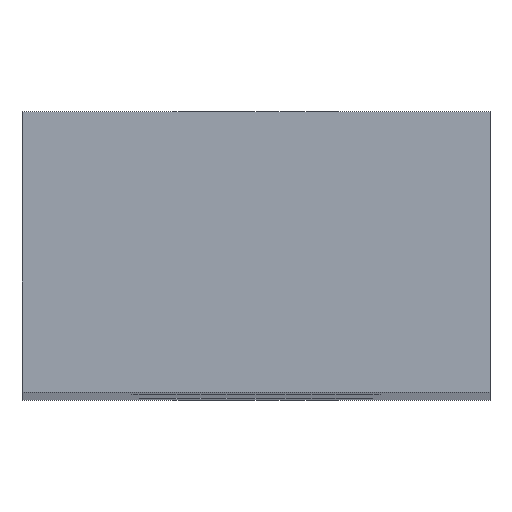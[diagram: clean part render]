
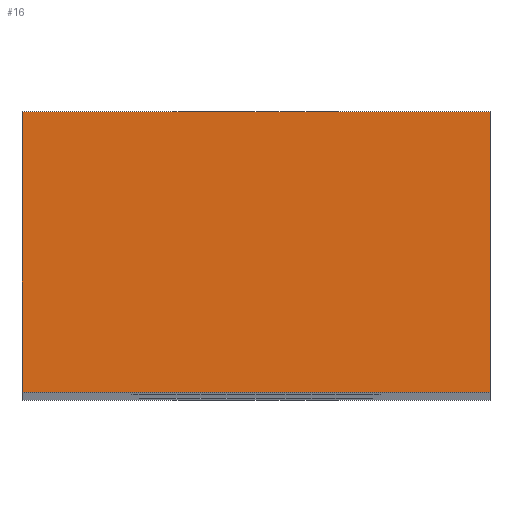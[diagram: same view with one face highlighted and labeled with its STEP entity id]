
A CAD part, top view. The second image highlights one B-rep face of the part: STEP entity #16.
In plain terms, the highlighted planar face has unit normal (0, 0, 1).
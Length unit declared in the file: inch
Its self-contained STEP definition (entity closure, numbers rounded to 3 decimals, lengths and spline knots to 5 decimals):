
#16 = ADVANCED_FACE ( 'NONE', ( #281 ), #35, .T. ) ;
#28 = DIRECTION ( 'NONE',  ( -1., 0., 0. ) ) ;
#35 = PLANE ( 'NONE',  #560 ) ;
#45 = DIRECTION ( 'NONE',  ( 1., 0., 0. ) ) ;
#60 = CARTESIAN_POINT ( 'NONE',  ( -0.25, 0.15, 2.5 ) ) ;
#79 = DIRECTION ( 'NONE',  ( 1., 0., 0. ) ) ;
#80 = DIRECTION ( 'NONE',  ( 0., 0., 1. ) ) ;
#97 = CARTESIAN_POINT ( 'NONE',  ( -0.25, 0.15, 2.5 ) ) ;
#105 = CARTESIAN_POINT ( 'NONE',  ( -0.25, -0.15, 2.5 ) ) ;
#107 = CARTESIAN_POINT ( 'NONE',  ( -0.25, -0.15, 2.5 ) ) ;
#116 = DIRECTION ( 'NONE',  ( 0., -1., 0. ) ) ;
#144 = VERTEX_POINT ( 'NONE', #222 ) ;
#153 = VERTEX_POINT ( 'NONE', #223 ) ;
#160 = VERTEX_POINT ( 'NONE', #199 ) ;
#199 = CARTESIAN_POINT ( 'NONE',  ( 0.25, 0.15, 2.5 ) ) ;
#202 = CARTESIAN_POINT ( 'NONE',  ( 0.25, -0.15, 2.5 ) ) ;
#222 = CARTESIAN_POINT ( 'NONE',  ( -0.25, 0.15, 2.5 ) ) ;
#223 = CARTESIAN_POINT ( 'NONE',  ( 0.25, -0.15, 2.5 ) ) ;
#224 = VERTEX_POINT ( 'NONE', #107 ) ;
#235 = CARTESIAN_POINT ( 'NONE',  ( 0.25, 0.15, 2.5 ) ) ;
#245 = DIRECTION ( 'NONE',  ( 0., 1., 0. ) ) ;
#281 = FACE_OUTER_BOUND ( 'NONE', #323, .T. ) ;
#323 = EDGE_LOOP ( 'NONE', ( #463, #355, #359, #357 ) ) ;
#339 = LINE ( 'NONE', #105, #340 ) ;
#340 = VECTOR ( 'NONE', #45, 39.37008 ) ;
#345 = VECTOR ( 'NONE', #116, 39.37008 ) ;
#347 = LINE ( 'NONE', #97, #345 ) ;
#355 = ORIENTED_EDGE ( 'NONE', *, *, #521, .T. ) ;
#357 = ORIENTED_EDGE ( 'NONE', *, *, #533, .T. ) ;
#359 = ORIENTED_EDGE ( 'NONE', *, *, #529, .T. ) ;
#384 = VECTOR ( 'NONE', #28, 39.37008 ) ;
#398 = LINE ( 'NONE', #60, #384 ) ;
#403 = LINE ( 'NONE', #235, #404 ) ;
#404 = VECTOR ( 'NONE', #245, 39.37008 ) ;
#463 = ORIENTED_EDGE ( 'NONE', *, *, #511, .T. ) ;
#511 = EDGE_CURVE ( 'NONE', #153, #160, #403, .T. ) ;
#521 = EDGE_CURVE ( 'NONE', #160, #144, #398, .T. ) ;
#529 = EDGE_CURVE ( 'NONE', #144, #224, #347, .T. ) ;
#533 = EDGE_CURVE ( 'NONE', #224, #153, #339, .T. ) ;
#560 = AXIS2_PLACEMENT_3D ( 'NONE', #202, #80, #79 ) ;
